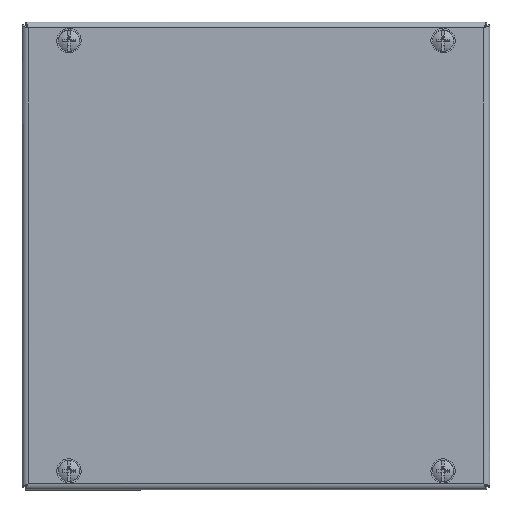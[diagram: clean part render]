
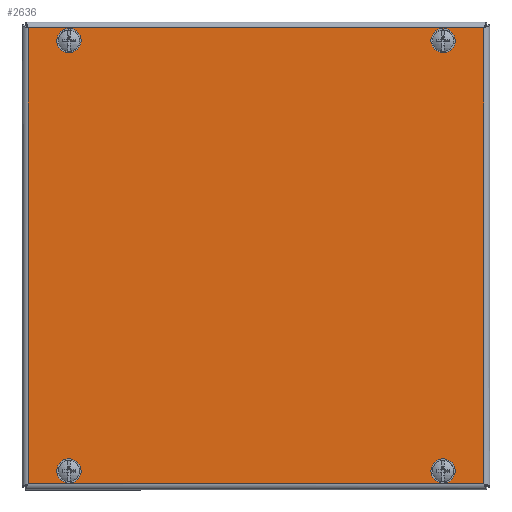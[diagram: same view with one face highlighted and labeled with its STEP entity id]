
A CAD part, top view. The second image highlights one B-rep face of the part: STEP entity #2636.
In plain terms, the highlighted face is planar.
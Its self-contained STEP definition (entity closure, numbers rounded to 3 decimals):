
#19 = DIRECTION ( 'NONE',  ( 0., 0., 1. ) ) ;
#247 = DIRECTION ( 'NONE',  ( 0., 0., -1. ) ) ;
#316 = VERTEX_POINT ( 'NONE', #11633 ) ;
#429 = ORIENTED_EDGE ( 'NONE', *, *, #8666, .F. ) ;
#445 = AXIS2_PLACEMENT_3D ( 'NONE', #9628, #19, #7249 ) ;
#637 = ORIENTED_EDGE ( 'NONE', *, *, #11751, .T. ) ;
#873 = VERTEX_POINT ( 'NONE', #939 ) ;
#908 = CIRCLE ( 'NONE', #2490, 4. ) ;
#939 = CARTESIAN_POINT ( 'NONE',  ( 84., -92., 0. ) ) ;
#1147 = DIRECTION ( 'NONE',  ( 1., 0., 0. ) ) ;
#1209 = PLANE ( 'NONE',  #445 ) ;
#1284 = EDGE_CURVE ( 'NONE', #3500, #3500, #908, .T. ) ;
#1328 = EDGE_LOOP ( 'NONE', ( #1763 ) ) ;
#1419 = EDGE_LOOP ( 'NONE', ( #637, #13124, #5368, #6174 ) ) ;
#1455 = EDGE_CURVE ( 'NONE', #316, #316, #8285, .T. ) ;
#1548 = CARTESIAN_POINT ( 'NONE',  ( 80., -92., 0. ) ) ;
#1610 = FACE_BOUND ( 'NONE', #9302, .T. ) ;
#1612 = EDGE_CURVE ( 'NONE', #9541, #9541, #15238, .T. ) ;
#1763 = ORIENTED_EDGE ( 'NONE', *, *, #1612, .F. ) ;
#1992 = FACE_BOUND ( 'NONE', #3206, .T. ) ;
#2099 = DIRECTION ( 'NONE',  ( 1., 0., 0. ) ) ;
#2490 = AXIS2_PLACEMENT_3D ( 'NONE', #12720, #5494, #13910 ) ;
#2636 = ADVANCED_FACE ( 'NONE', ( #1610, #4845, #7681, #1992, #4457 ), #1209, .F. ) ;
#2729 = DIRECTION ( 'NONE',  ( 1., 0., 0. ) ) ;
#2753 = LINE ( 'NONE', #9314, #15250 ) ;
#3176 = CARTESIAN_POINT ( 'NONE',  ( 76., 92., 0. ) ) ;
#3206 = EDGE_LOOP ( 'NONE', ( #15611 ) ) ;
#3500 = VERTEX_POINT ( 'NONE', #3176 ) ;
#3673 = VERTEX_POINT ( 'NONE', #15279 ) ;
#3749 = LINE ( 'NONE', #5096, #6619 ) ;
#4457 = FACE_OUTER_BOUND ( 'NONE', #1419, .T. ) ;
#4674 = VECTOR ( 'NONE', #15090, 1000. ) ;
#4845 = FACE_BOUND ( 'NONE', #1328, .T. ) ;
#4968 = CIRCLE ( 'NONE', #8113, 4. ) ;
#5075 = DIRECTION ( 'NONE',  ( -1., 0., 0. ) ) ;
#5096 = CARTESIAN_POINT ( 'NONE',  ( -97.5, -98.743, 0. ) ) ;
#5368 = ORIENTED_EDGE ( 'NONE', *, *, #12093, .T. ) ;
#5435 = ORIENTED_EDGE ( 'NONE', *, *, #1455, .F. ) ;
#5494 = DIRECTION ( 'NONE',  ( 0., 0., -1. ) ) ;
#6174 = ORIENTED_EDGE ( 'NONE', *, *, #15059, .T. ) ;
#6303 = DIRECTION ( 'NONE',  ( 0., 1., 0. ) ) ;
#6619 = VECTOR ( 'NONE', #6303, 1000. ) ;
#7105 = AXIS2_PLACEMENT_3D ( 'NONE', #7486, #247, #8679 ) ;
#7249 = DIRECTION ( 'NONE',  ( 1., 0., 0. ) ) ;
#7486 = CARTESIAN_POINT ( 'NONE',  ( -80., -92., 0. ) ) ;
#7681 = FACE_BOUND ( 'NONE', #14961, .T. ) ;
#7891 = CARTESIAN_POINT ( 'NONE',  ( 97.5, 98.743, 0. ) ) ;
#8113 = AXIS2_PLACEMENT_3D ( 'NONE', #1548, #9970, #2729 ) ;
#8285 = CIRCLE ( 'NONE', #9782, 4. ) ;
#8382 = DIRECTION ( 'NONE',  ( 0., 0., -1. ) ) ;
#8579 = CARTESIAN_POINT ( 'NONE',  ( -97.5, -97.5, 0. ) ) ;
#8666 = EDGE_CURVE ( 'NONE', #873, #873, #4968, .T. ) ;
#8679 = DIRECTION ( 'NONE',  ( -1., 0., 0. ) ) ;
#9251 = VERTEX_POINT ( 'NONE', #14017 ) ;
#9302 = EDGE_LOOP ( 'NONE', ( #429 ) ) ;
#9314 = CARTESIAN_POINT ( 'NONE',  ( -98.743, 97.5, 0. ) ) ;
#9541 = VERTEX_POINT ( 'NONE', #12877 ) ;
#9628 = CARTESIAN_POINT ( 'NONE',  ( -100., 100., 0. ) ) ;
#9782 = AXIS2_PLACEMENT_3D ( 'NONE', #15599, #8382, #1147 ) ;
#9970 = DIRECTION ( 'NONE',  ( 0., 0., -1. ) ) ;
#10156 = EDGE_CURVE ( 'NONE', #13669, #9251, #3749, .T. ) ;
#10506 = CARTESIAN_POINT ( 'NONE',  ( 97.5, 97.5, 0. ) ) ;
#10532 = VECTOR ( 'NONE', #5075, 1000. ) ;
#10907 = LINE ( 'NONE', #13499, #10532 ) ;
#11087 = LINE ( 'NONE', #7891, #4674 ) ;
#11633 = CARTESIAN_POINT ( 'NONE',  ( -76., 92., 0. ) ) ;
#11751 = EDGE_CURVE ( 'NONE', #3673, #13669, #10907, .T. ) ;
#12093 = EDGE_CURVE ( 'NONE', #9251, #14887, #2753, .T. ) ;
#12720 = CARTESIAN_POINT ( 'NONE',  ( 80., 92., 0. ) ) ;
#12877 = CARTESIAN_POINT ( 'NONE',  ( -84., -92., 0. ) ) ;
#13124 = ORIENTED_EDGE ( 'NONE', *, *, #10156, .T. ) ;
#13499 = CARTESIAN_POINT ( 'NONE',  ( 98.743, -97.5, 0. ) ) ;
#13669 = VERTEX_POINT ( 'NONE', #8579 ) ;
#13910 = DIRECTION ( 'NONE',  ( -1., 0., 0. ) ) ;
#14017 = CARTESIAN_POINT ( 'NONE',  ( -97.5, 97.5, 0. ) ) ;
#14887 = VERTEX_POINT ( 'NONE', #10506 ) ;
#14961 = EDGE_LOOP ( 'NONE', ( #5435 ) ) ;
#15059 = EDGE_CURVE ( 'NONE', #14887, #3673, #11087, .T. ) ;
#15090 = DIRECTION ( 'NONE',  ( 0., -1., 0. ) ) ;
#15238 = CIRCLE ( 'NONE', #7105, 4. ) ;
#15250 = VECTOR ( 'NONE', #2099, 1000. ) ;
#15279 = CARTESIAN_POINT ( 'NONE',  ( 97.5, -97.5, 0. ) ) ;
#15599 = CARTESIAN_POINT ( 'NONE',  ( -80., 92., 0. ) ) ;
#15611 = ORIENTED_EDGE ( 'NONE', *, *, #1284, .F. ) ;
